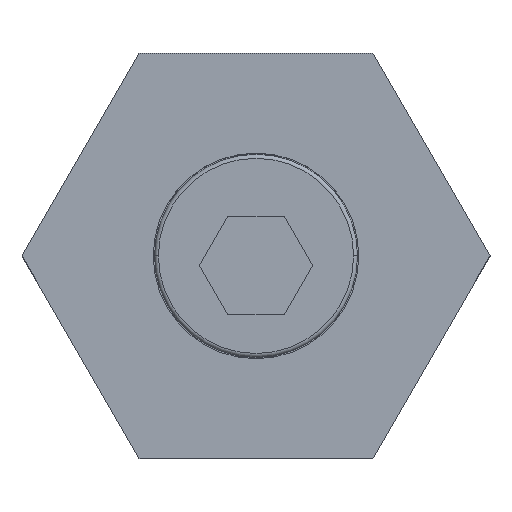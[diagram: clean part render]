
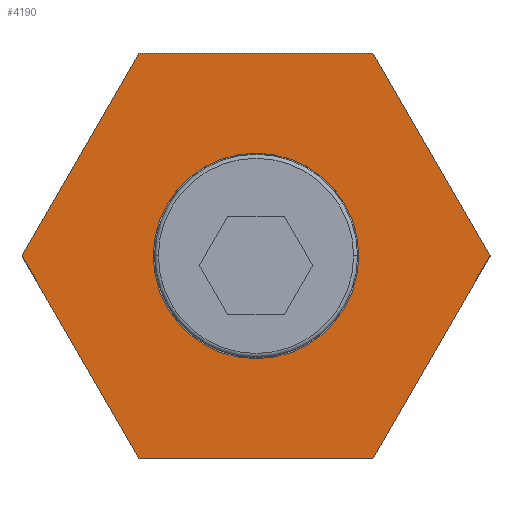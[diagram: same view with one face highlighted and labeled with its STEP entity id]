
A CAD part, top view. The second image highlights one B-rep face of the part: STEP entity #4190.
In plain terms, the highlighted planar face has unit normal (0, 0, 1).
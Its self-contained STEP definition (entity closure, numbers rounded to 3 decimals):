
#174 = EDGE_CURVE ( 'NONE', #2556, #3080, #4031, .T. ) ;
#392 = ORIENTED_EDGE ( 'NONE', *, *, #174, .T. ) ;
#429 = CARTESIAN_POINT ( 'NONE',  ( 5.958, 10.319, 4.826 ) ) ;
#448 = VECTOR ( 'NONE', #4070, 1000. ) ;
#486 = CARTESIAN_POINT ( 'NONE',  ( -5.958, -10.319, 4.826 ) ) ;
#527 = AXIS2_PLACEMENT_3D ( 'NONE', #2240, #4416, #3351 ) ;
#569 = CARTESIAN_POINT ( 'NONE',  ( 11.915, 0., 4.826 ) ) ;
#701 = VECTOR ( 'NONE', #3630, 1000. ) ;
#856 = AXIS2_PLACEMENT_3D ( 'NONE', #3044, #3074, #4447 ) ;
#871 = VERTEX_POINT ( 'NONE', #429 ) ;
#915 = ORIENTED_EDGE ( 'NONE', *, *, #2905, .T. ) ;
#955 = EDGE_CURVE ( 'NONE', #3264, #1717, #2149, .T. ) ;
#1008 = CARTESIAN_POINT ( 'NONE',  ( -11.915, 0., 4.826 ) ) ;
#1018 = DIRECTION ( 'NONE',  ( -0.5, 0.866, 0. ) ) ;
#1105 = DIRECTION ( 'NONE',  ( -0.5, -0.866, 0. ) ) ;
#1185 = ORIENTED_EDGE ( 'NONE', *, *, #4430, .T. ) ;
#1207 = VERTEX_POINT ( 'NONE', #1330 ) ;
#1330 = CARTESIAN_POINT ( 'NONE',  ( 5.232, 0., 4.826 ) ) ;
#1331 = FACE_OUTER_BOUND ( 'NONE', #2009, .T. ) ;
#1397 = EDGE_CURVE ( 'NONE', #1207, #2234, #4354, .T. ) ;
#1484 = CARTESIAN_POINT ( 'NONE',  ( -11.915, 0., 4.826 ) ) ;
#1485 = FACE_BOUND ( 'NONE', #2506, .T. ) ;
#1628 = CARTESIAN_POINT ( 'NONE',  ( -5.958, 10.319, 4.826 ) ) ;
#1667 = CARTESIAN_POINT ( 'NONE',  ( -5.958, -10.319, 4.826 ) ) ;
#1698 = DIRECTION ( 'NONE',  ( 0.5, 0.866, 0. ) ) ;
#1717 = VERTEX_POINT ( 'NONE', #1484 ) ;
#1739 = CARTESIAN_POINT ( 'NONE',  ( 0., 0., 4.826 ) ) ;
#1785 = ORIENTED_EDGE ( 'NONE', *, *, #1397, .T. ) ;
#1822 = ORIENTED_EDGE ( 'NONE', *, *, #2098, .T. ) ;
#2009 = EDGE_LOOP ( 'NONE', ( #4368, #1822, #392, #4375, #915, #2175 ) ) ;
#2026 = CARTESIAN_POINT ( 'NONE',  ( 5.958, -10.319, 4.826 ) ) ;
#2075 = EDGE_CURVE ( 'NONE', #1717, #2836, #2575, .T. ) ;
#2098 = EDGE_CURVE ( 'NONE', #2836, #2556, #3353, .T. ) ;
#2142 = CARTESIAN_POINT ( 'NONE',  ( -5.232, 0., 4.826 ) ) ;
#2149 = LINE ( 'NONE', #3180, #3855 ) ;
#2175 = ORIENTED_EDGE ( 'NONE', *, *, #955, .T. ) ;
#2234 = VERTEX_POINT ( 'NONE', #2142 ) ;
#2240 = CARTESIAN_POINT ( 'NONE',  ( 17.873, 10.319, 4.826 ) ) ;
#2442 = CARTESIAN_POINT ( 'NONE',  ( 11.915, 0., 4.826 ) ) ;
#2468 = VECTOR ( 'NONE', #2733, 1000. ) ;
#2506 = EDGE_LOOP ( 'NONE', ( #1185, #1785 ) ) ;
#2539 = LINE ( 'NONE', #2442, #4472 ) ;
#2556 = VERTEX_POINT ( 'NONE', #4151 ) ;
#2575 = LINE ( 'NONE', #1008, #448 ) ;
#2733 = DIRECTION ( 'NONE',  ( 1., 0., 0. ) ) ;
#2812 = DIRECTION ( 'NONE',  ( -1., 0., 0. ) ) ;
#2836 = VERTEX_POINT ( 'NONE', #486 ) ;
#2861 = PLANE ( 'NONE',  #527 ) ;
#2905 = EDGE_CURVE ( 'NONE', #871, #3264, #3452, .T. ) ;
#2970 = CARTESIAN_POINT ( 'NONE',  ( 5.958, 10.319, 4.826 ) ) ;
#3044 = CARTESIAN_POINT ( 'NONE',  ( 0., 0., 4.826 ) ) ;
#3074 = DIRECTION ( 'NONE',  ( 0., 0., -1. ) ) ;
#3080 = VERTEX_POINT ( 'NONE', #569 ) ;
#3143 = AXIS2_PLACEMENT_3D ( 'NONE', #1739, #3842, #2812 ) ;
#3180 = CARTESIAN_POINT ( 'NONE',  ( -5.958, 10.319, 4.826 ) ) ;
#3264 = VERTEX_POINT ( 'NONE', #1628 ) ;
#3351 = DIRECTION ( 'NONE',  ( 1., 0., 0. ) ) ;
#3353 = LINE ( 'NONE', #1667, #2468 ) ;
#3452 = LINE ( 'NONE', #2970, #701 ) ;
#3630 = DIRECTION ( 'NONE',  ( -1., 0., 0. ) ) ;
#3646 = VECTOR ( 'NONE', #1698, 1000. ) ;
#3734 = EDGE_CURVE ( 'NONE', #3080, #871, #2539, .T. ) ;
#3842 = DIRECTION ( 'NONE',  ( 0., 0., -1. ) ) ;
#3855 = VECTOR ( 'NONE', #1105, 1000. ) ;
#4031 = LINE ( 'NONE', #2026, #3646 ) ;
#4070 = DIRECTION ( 'NONE',  ( 0.5, -0.866, 0. ) ) ;
#4151 = CARTESIAN_POINT ( 'NONE',  ( 5.958, -10.319, 4.826 ) ) ;
#4190 = ADVANCED_FACE ( 'NONE', ( #1485, #1331 ), #2861, .T. ) ;
#4344 = CIRCLE ( 'NONE', #856, 5.232 ) ;
#4354 = CIRCLE ( 'NONE', #3143, 5.232 ) ;
#4368 = ORIENTED_EDGE ( 'NONE', *, *, #2075, .T. ) ;
#4375 = ORIENTED_EDGE ( 'NONE', *, *, #3734, .T. ) ;
#4416 = DIRECTION ( 'NONE',  ( 0., 0., 1. ) ) ;
#4430 = EDGE_CURVE ( 'NONE', #2234, #1207, #4344, .T. ) ;
#4447 = DIRECTION ( 'NONE',  ( -1., 0., 0. ) ) ;
#4472 = VECTOR ( 'NONE', #1018, 1000. ) ;
